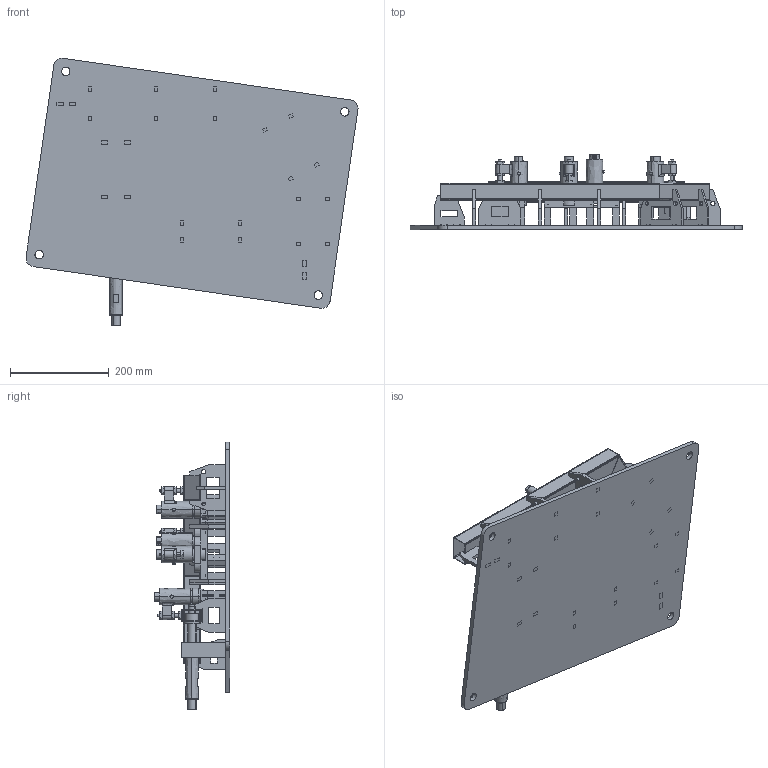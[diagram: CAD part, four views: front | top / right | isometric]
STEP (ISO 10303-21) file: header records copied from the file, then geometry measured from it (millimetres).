
FILE_DESCRIPTION(('FreeCAD Model'),'2;1');
FILE_NAME('Open CASCADE Shape Model','2025-04-27T06:20:28',('FreeCAD'),( 'FreeCAD'),'Open CASCADE STEP processor 7.6','FreeCAD','Unknown');
FILE_SCHEMA(('AUTOMOTIVE_DESIGN { 1 0 10303 214 1 1 1 1 }'));
Products named in the file (1): Open CASCADE STEP translator 7.6 1
Bounding box: 671.11 x 152.72 x 540.84 mm (x, y, z)
Volume: 3544586.7 mm3; surface area: 1298012.8 mm2
Topology: 53 solids, 53 shells, 1526 faces, 3830 edges, 2540 vertices
Faces by surface type: bspline 1526
Entity records: 48140 total; most frequent: CARTESIAN_POINT 25485, ORIENTED_EDGE 7644, EDGE_CURVE 3822, VERTEX_POINT 2540, B_SPLINE_CURVE_WITH_KNOTS 2490, FACE_BOUND 1866, EDGE_LOOP 1866, ADVANCED_FACE 1526
